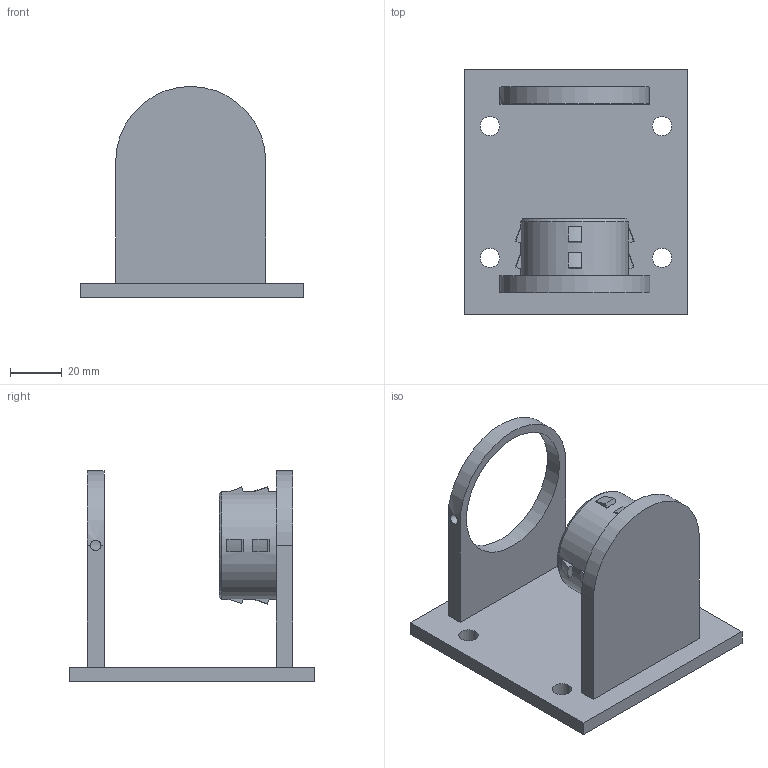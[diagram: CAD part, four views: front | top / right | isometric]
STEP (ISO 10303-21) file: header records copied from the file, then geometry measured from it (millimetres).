
FILE_DESCRIPTION(('STEP AP214'), '1');
FILE_NAME('àðò. KRT552', '2014-09-22T19:29:27', ('Áàòóðà Àíäðåé Ïàâëîâè÷'), ('Ëåñòíè÷íûé öåíòåð'), 'ASCON STEP Converter 1.3', 'ASCON Math Kernel', '');
FILE_SCHEMA(('AUTOMOTIVE_DESIGN { 1 0 10303 214 3 1 1}'));
Length unit declared in the file: millimetre
Assembly tree (3 placements, depth 2):
  (unnamed)
    (unnamed)
    (unnamed)
    (unnamed)
Bounding box: 86.5 x 95 x 81.6 mm (x, y, z)
Volume: 88608.5 mm3; surface area: 41891.4 mm2
Topology: 3 solids, 3 shells, 125 faces, 336 edges, 211 vertices
Faces by surface type: plane 98, cylinder 26, cone 1
Full cylindrical faces by diameter (mm): 4 x1, 7.4 x4, 37.6 x1, 41.6 x1, 50.8 x1
Entity records: 5410 total; most frequent: CARTESIAN_POINT 967, DIRECTION 649, ORIENTED_EDGE 644, EDGE_CURVE 322, LINE 233, VECTOR 233, VERTEX_POINT 211, AXIS2_PLACEMENT_3D 208
